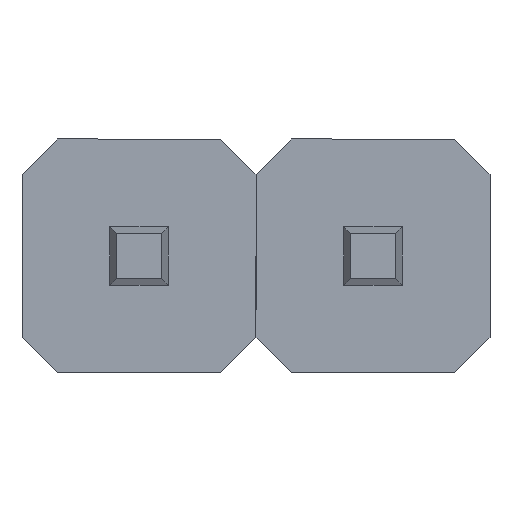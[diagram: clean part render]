
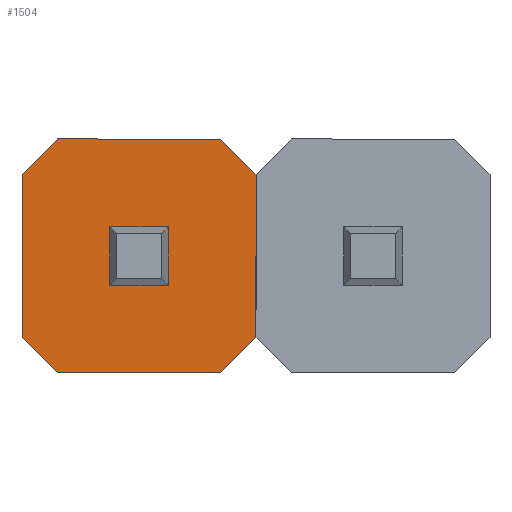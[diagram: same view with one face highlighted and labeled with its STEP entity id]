
A CAD part, front view. The second image highlights one B-rep face of the part: STEP entity #1504.
In plain terms, the highlighted planar face has unit normal (0, -1, 0).
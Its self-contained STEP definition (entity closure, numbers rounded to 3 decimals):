
#30 = CARTESIAN_POINT ( 'NONE',  ( -2.54, 0., -0.889 ) ) ;
#41 = CARTESIAN_POINT ( 'NONE',  ( -2.54, 0., -0.889 ) ) ;
#47 = ORIENTED_EDGE ( 'NONE', *, *, #1390, .T. ) ;
#48 = CARTESIAN_POINT ( 'NONE',  ( -1.587, 0., 0.317 ) ) ;
#120 = EDGE_CURVE ( 'NONE', #771, #402, #159, .T. ) ;
#157 = DIRECTION ( 'NONE',  ( 0., 0., -1. ) ) ;
#159 = LINE ( 'NONE', #665, #651 ) ;
#194 = DIRECTION ( 'NONE',  ( 1., 0., 0. ) ) ;
#198 = VECTOR ( 'NONE', #874, 1000. ) ;
#206 = LINE ( 'NONE', #1369, #656 ) ;
#211 = DIRECTION ( 'NONE',  ( 0., 1., 0. ) ) ;
#215 = CARTESIAN_POINT ( 'NONE',  ( -0.381, 0., 1.27 ) ) ;
#223 = CARTESIAN_POINT ( 'NONE',  ( -2.159, 0., -1.27 ) ) ;
#225 = VERTEX_POINT ( 'NONE', #1607 ) ;
#241 = VECTOR ( 'NONE', #899, 1000. ) ;
#245 = VERTEX_POINT ( 'NONE', #1339 ) ;
#284 = VERTEX_POINT ( 'NONE', #223 ) ;
#295 = VECTOR ( 'NONE', #194, 1000. ) ;
#312 = ORIENTED_EDGE ( 'NONE', *, *, #1573, .F. ) ;
#348 = EDGE_LOOP ( 'NONE', ( #47, #989, #359, #1182 ) ) ;
#349 = PLANE ( 'NONE',  #833 ) ;
#359 = ORIENTED_EDGE ( 'NONE', *, *, #1125, .T. ) ;
#360 = EDGE_CURVE ( 'NONE', #402, #1171, #1243, .T. ) ;
#373 = DIRECTION ( 'NONE',  ( 1., 0., 0. ) ) ;
#382 = EDGE_CURVE ( 'NONE', #245, #1111, #1614, .T. ) ;
#386 = CARTESIAN_POINT ( 'NONE',  ( -2.54, 0., 0.889 ) ) ;
#402 = VERTEX_POINT ( 'NONE', #215 ) ;
#443 = VECTOR ( 'NONE', #1052, 1000. ) ;
#452 = FACE_BOUND ( 'NONE', #348, .T. ) ;
#492 = LINE ( 'NONE', #1146, #1016 ) ;
#498 = ORIENTED_EDGE ( 'NONE', *, *, #1187, .F. ) ;
#527 = VECTOR ( 'NONE', #953, 1000. ) ;
#569 = ORIENTED_EDGE ( 'NONE', *, *, #601, .F. ) ;
#601 = EDGE_CURVE ( 'NONE', #807, #998, #939, .T. ) ;
#602 = DIRECTION ( 'NONE',  ( -0.707, 0., -0.707 ) ) ;
#617 = CARTESIAN_POINT ( 'NONE',  ( -2.54, 0., 0.889 ) ) ;
#622 = DIRECTION ( 'NONE',  ( -1., 0., 0. ) ) ;
#636 = LINE ( 'NONE', #1150, #241 ) ;
#651 = VECTOR ( 'NONE', #373, 1000. ) ;
#656 = VECTOR ( 'NONE', #1097, 1000. ) ;
#665 = CARTESIAN_POINT ( 'NONE',  ( -2.159, 0., 1.27 ) ) ;
#667 = VECTOR ( 'NONE', #1644, 1000. ) ;
#670 = EDGE_CURVE ( 'NONE', #284, #807, #1452, .T. ) ;
#677 = ORIENTED_EDGE ( 'NONE', *, *, #382, .F. ) ;
#703 = CARTESIAN_POINT ( 'NONE',  ( -0.952, 0., 0.317 ) ) ;
#718 = VERTEX_POINT ( 'NONE', #703 ) ;
#750 = LINE ( 'NONE', #617, #667 ) ;
#771 = VERTEX_POINT ( 'NONE', #858 ) ;
#778 = EDGE_CURVE ( 'NONE', #1171, #245, #206, .T. ) ;
#794 = VECTOR ( 'NONE', #602, 1000. ) ;
#804 = CARTESIAN_POINT ( 'NONE',  ( -2.54, 0., -0.889 ) ) ;
#807 = VERTEX_POINT ( 'NONE', #30 ) ;
#833 = AXIS2_PLACEMENT_3D ( 'NONE', #1240, #211, #1346 ) ;
#839 = FACE_OUTER_BOUND ( 'NONE', #847, .T. ) ;
#847 = EDGE_LOOP ( 'NONE', ( #677, #1659, #1318, #941, #498, #569, #1136, #312 ) ) ;
#858 = CARTESIAN_POINT ( 'NONE',  ( -2.159, 0., 1.27 ) ) ;
#874 = DIRECTION ( 'NONE',  ( 0.707, 0., -0.707 ) ) ;
#883 = EDGE_CURVE ( 'NONE', #718, #1256, #1041, .T. ) ;
#892 = LINE ( 'NONE', #1413, #1630 ) ;
#899 = DIRECTION ( 'NONE',  ( -1., 0., 0. ) ) ;
#939 = LINE ( 'NONE', #804, #527 ) ;
#941 = ORIENTED_EDGE ( 'NONE', *, *, #120, .F. ) ;
#953 = DIRECTION ( 'NONE',  ( 0., 0., 1. ) ) ;
#964 = VERTEX_POINT ( 'NONE', #1599 ) ;
#989 = ORIENTED_EDGE ( 'NONE', *, *, #883, .T. ) ;
#998 = VERTEX_POINT ( 'NONE', #386 ) ;
#999 = EDGE_CURVE ( 'NONE', #225, #964, #892, .T. ) ;
#1016 = VECTOR ( 'NONE', #622, 1000. ) ;
#1041 = LINE ( 'NONE', #1295, #1321 ) ;
#1052 = DIRECTION ( 'NONE',  ( -0.707, 0., 0.707 ) ) ;
#1097 = DIRECTION ( 'NONE',  ( 0., 0., -1. ) ) ;
#1111 = VERTEX_POINT ( 'NONE', #1160 ) ;
#1125 = EDGE_CURVE ( 'NONE', #1256, #225, #636, .T. ) ;
#1136 = ORIENTED_EDGE ( 'NONE', *, *, #670, .F. ) ;
#1146 = CARTESIAN_POINT ( 'NONE',  ( -2.159, 0., -1.27 ) ) ;
#1150 = CARTESIAN_POINT ( 'NONE',  ( -1.587, 0., -0.318 ) ) ;
#1160 = CARTESIAN_POINT ( 'NONE',  ( -0.381, 0., -1.27 ) ) ;
#1171 = VERTEX_POINT ( 'NONE', #1356 ) ;
#1182 = ORIENTED_EDGE ( 'NONE', *, *, #999, .T. ) ;
#1187 = EDGE_CURVE ( 'NONE', #998, #771, #750, .T. ) ;
#1193 = LINE ( 'NONE', #48, #295 ) ;
#1240 = CARTESIAN_POINT ( 'NONE',  ( 0., 0., 0. ) ) ;
#1243 = LINE ( 'NONE', #1253, #198 ) ;
#1253 = CARTESIAN_POINT ( 'NONE',  ( -0.381, 0., 1.27 ) ) ;
#1256 = VERTEX_POINT ( 'NONE', #1398 ) ;
#1295 = CARTESIAN_POINT ( 'NONE',  ( -0.952, 0., 0.317 ) ) ;
#1318 = ORIENTED_EDGE ( 'NONE', *, *, #360, .F. ) ;
#1321 = VECTOR ( 'NONE', #157, 1000. ) ;
#1339 = CARTESIAN_POINT ( 'NONE',  ( 0., 0., -0.889 ) ) ;
#1346 = DIRECTION ( 'NONE',  ( 0., 0., 1. ) ) ;
#1356 = CARTESIAN_POINT ( 'NONE',  ( 0., 0., 0.889 ) ) ;
#1369 = CARTESIAN_POINT ( 'NONE',  ( 0., 0., -0.889 ) ) ;
#1389 = CARTESIAN_POINT ( 'NONE',  ( -0.381, 0., -1.27 ) ) ;
#1390 = EDGE_CURVE ( 'NONE', #964, #718, #1193, .T. ) ;
#1398 = CARTESIAN_POINT ( 'NONE',  ( -0.952, 0., -0.318 ) ) ;
#1413 = CARTESIAN_POINT ( 'NONE',  ( -1.587, 0., 0.317 ) ) ;
#1420 = DIRECTION ( 'NONE',  ( 0., 0., 1. ) ) ;
#1452 = LINE ( 'NONE', #41, #443 ) ;
#1504 = ADVANCED_FACE ( 'NONE', ( #452, #839 ), #349, .F. ) ;
#1573 = EDGE_CURVE ( 'NONE', #1111, #284, #492, .T. ) ;
#1599 = CARTESIAN_POINT ( 'NONE',  ( -1.587, 0., 0.317 ) ) ;
#1607 = CARTESIAN_POINT ( 'NONE',  ( -1.587, 0., -0.318 ) ) ;
#1614 = LINE ( 'NONE', #1389, #794 ) ;
#1630 = VECTOR ( 'NONE', #1420, 1000. ) ;
#1644 = DIRECTION ( 'NONE',  ( 0.707, 0., 0.707 ) ) ;
#1659 = ORIENTED_EDGE ( 'NONE', *, *, #778, .F. ) ;
